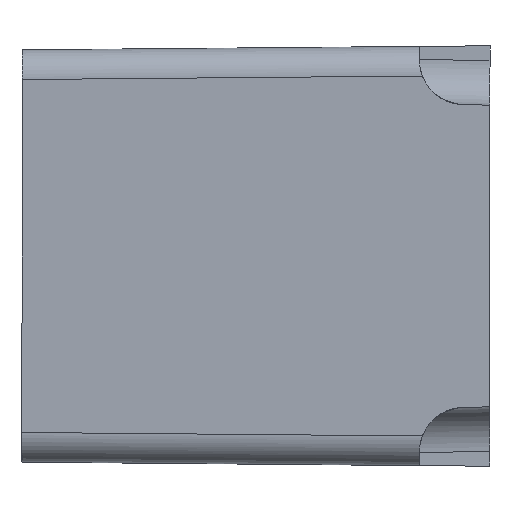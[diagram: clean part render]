
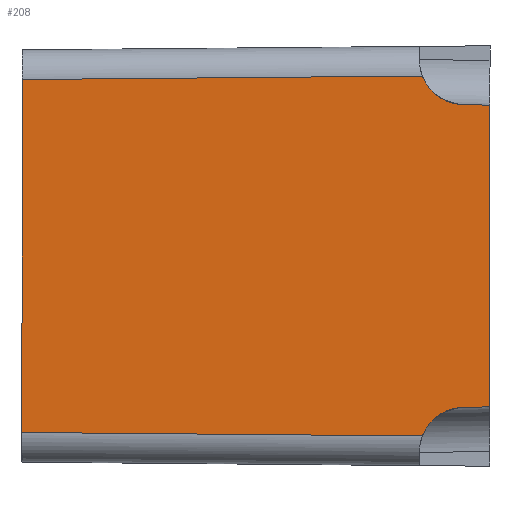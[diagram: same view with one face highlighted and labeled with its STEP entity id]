
A CAD part, left-side view. The second image highlights one B-rep face of the part: STEP entity #208.
In plain terms, the highlighted planar face has unit normal (-1, 0.018, 0).
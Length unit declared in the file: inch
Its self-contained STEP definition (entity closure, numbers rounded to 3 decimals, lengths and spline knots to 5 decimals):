
#92 = CARTESIAN_POINT ( 'NONE',  ( -0.25236, -0.06128, 0.06069 ) ) ;
#132 = EDGE_CURVE ( 'NONE', #654, #1325, #2562, .T. ) ;
#140 = DIRECTION ( 'NONE',  ( -0.017, -1., 0. ) ) ;
#184 = DIRECTION ( 'NONE',  ( -1., 0.017, 0. ) ) ;
#208 = ADVANCED_FACE ( 'NONE', ( #1867 ), #2013, .T. ) ;
#254 = DIRECTION ( 'NONE',  ( -0.017, -1., 0.009 ) ) ;
#287 = CARTESIAN_POINT ( 'NONE',  ( -0.25, 0.07373, -0.06951 ) ) ;
#312 = CARTESIAN_POINT ( 'NONE',  ( -0.25275, -0.0841, 0.05087 ) ) ;
#320 = EDGE_CURVE ( 'NONE', #2288, #654, #667, .T. ) ;
#366 = EDGE_CURVE ( 'NONE', #484, #2352, #709, .T. ) ;
#371 = VERTEX_POINT ( 'NONE', #1543 ) ;
#444 = CARTESIAN_POINT ( 'NONE',  ( -0.25275, -0.08405, 0.05087 ) ) ;
#446 = ORIENTED_EDGE ( 'NONE', *, *, #2482, .T. ) ;
#468 = CARTESIAN_POINT ( 'NONE',  ( -0.25275, -0.0841, -0.05087 ) ) ;
#484 = VERTEX_POINT ( 'NONE', #1862 ) ;
#494 = LINE ( 'NONE', #287, #2710 ) ;
#541 = VECTOR ( 'NONE', #578, 39.37008 ) ;
#563 = CARTESIAN_POINT ( 'NONE',  ( -0.2524, -0.06353, 0.05478 ) ) ;
#578 = DIRECTION ( 'NONE',  ( 0., 0., -1. ) ) ;
#603 = ORIENTED_EDGE ( 'NONE', *, *, #2321, .F. ) ;
#654 = VERTEX_POINT ( 'NONE', #92 ) ;
#667 = LINE ( 'NONE', #1506, #1143 ) ;
#709 = LINE ( 'NONE', #2207, #1719 ) ;
#721 = DIRECTION ( 'NONE',  ( -0.017, -1., -0.009 ) ) ;
#726 = ORIENTED_EDGE ( 'NONE', *, *, #366, .T. ) ;
#730 = EDGE_CURVE ( 'NONE', #2144, #2352, #2242, .T. ) ;
#774 = ORIENTED_EDGE ( 'NONE', *, *, #950, .F. ) ;
#950 = EDGE_CURVE ( 'NONE', #1325, #2144, #1947, .T. ) ;
#1140 = ORIENTED_EDGE ( 'NONE', *, *, #132, .F. ) ;
#1143 = VECTOR ( 'NONE', #254, 39.37008 ) ;
#1196 = CARTESIAN_POINT ( 'NONE',  ( -0.25249, -0.06871, -0.05115 ) ) ;
#1280 = VECTOR ( 'NONE', #721, 39.37008 ) ;
#1304 = CARTESIAN_POINT ( 'NONE',  ( -0.25, 0.07373, -0.05951 ) ) ;
#1324 = VECTOR ( 'NONE', #1524, 39.37008 ) ;
#1325 = VERTEX_POINT ( 'NONE', #1432 ) ;
#1432 = CARTESIAN_POINT ( 'NONE',  ( -0.2526, -0.07503, 0.05104 ) ) ;
#1506 = CARTESIAN_POINT ( 'NONE',  ( -0.25, 0.07364, 0.05952 ) ) ;
#1513 = CARTESIAN_POINT ( 'NONE',  ( -0.25, 0.07373, 0.05951 ) ) ;
#1524 = DIRECTION ( 'NONE',  ( -0.017, -1., -0.018 ) ) ;
#1543 = CARTESIAN_POINT ( 'NONE',  ( -0.25236, -0.06128, -0.06069 ) ) ;
#1628 = CARTESIAN_POINT ( 'NONE',  ( -0.25236, -0.06128, -0.06069 ) ) ;
#1641 = ORIENTED_EDGE ( 'NONE', *, *, #2394, .T. ) ;
#1688 = VERTEX_POINT ( 'NONE', #1304 ) ;
#1719 = VECTOR ( 'NONE', #2600, 39.37008 ) ;
#1809 = CARTESIAN_POINT ( 'NONE',  ( -0.25236, -0.06128, 0.06069 ) ) ;
#1862 = CARTESIAN_POINT ( 'NONE',  ( -0.2526, -0.07503, -0.05104 ) ) ;
#1867 = FACE_OUTER_BOUND ( 'NONE', #2613, .T. ) ;
#1947 = LINE ( 'NONE', #444, #1324 ) ;
#2013 = PLANE ( 'NONE',  #2255 ) ;
#2033 = CARTESIAN_POINT ( 'NONE',  ( -0.25275, -0.0841, -0.06951 ) ) ;
#2144 = VERTEX_POINT ( 'NONE', #312 ) ;
#2207 = CARTESIAN_POINT ( 'NONE',  ( -0.25275, -0.08405, -0.05087 ) ) ;
#2228 = ORIENTED_EDGE ( 'NONE', *, *, #730, .F. ) ;
#2231 = CARTESIAN_POINT ( 'NONE',  ( -0.2526, -0.07503, -0.05104 ) ) ;
#2240 = CARTESIAN_POINT ( 'NONE',  ( -0.2526, -0.07503, 0.05104 ) ) ;
#2242 = LINE ( 'NONE', #2033, #541 ) ;
#2255 = AXIS2_PLACEMENT_3D ( 'NONE', #2696, #184, #140 ) ;
#2288 = VERTEX_POINT ( 'NONE', #1513 ) ;
#2321 = EDGE_CURVE ( 'NONE', #1688, #2288, #494, .T. ) ;
#2352 = VERTEX_POINT ( 'NONE', #468 ) ;
#2379 =( BOUNDED_CURVE ( )  B_SPLINE_CURVE ( 3, ( #1628, #2655, #1196, #2231 ),
 .UNSPECIFIED., .F., .F. ) 
 B_SPLINE_CURVE_WITH_KNOTS ( ( 4, 4 ),
 ( 3.50557, 4.69459 ),
 .UNSPECIFIED. ) 
 CURVE ( )  GEOMETRIC_REPRESENTATION_ITEM ( )  RATIONAL_B_SPLINE_CURVE ( ( 1., 0.886, 0.886, 1. ) ) 
 REPRESENTATION_ITEM ( '' )  );
#2394 = EDGE_CURVE ( 'NONE', #1688, #371, #2609, .T. ) ;
#2413 = DIRECTION ( 'NONE',  ( 0., 0., 1. ) ) ;
#2467 = CARTESIAN_POINT ( 'NONE',  ( -0.25249, -0.06871, 0.05115 ) ) ;
#2482 = EDGE_CURVE ( 'NONE', #371, #484, #2379, .T. ) ;
#2562 =( BOUNDED_CURVE ( )  B_SPLINE_CURVE ( 3, ( #1809, #563, #2467, #2240 ),
 .UNSPECIFIED., .F., .F. ) 
 B_SPLINE_CURVE_WITH_KNOTS ( ( 4, 4 ),
 ( 3.50557, 4.69459 ),
 .UNSPECIFIED. ) 
 CURVE ( )  GEOMETRIC_REPRESENTATION_ITEM ( )  RATIONAL_B_SPLINE_CURVE ( ( 1., 0.886, 0.886, 1. ) ) 
 REPRESENTATION_ITEM ( '' )  );
#2594 = CARTESIAN_POINT ( 'NONE',  ( -0.25, 0.07364, -0.05952 ) ) ;
#2600 = DIRECTION ( 'NONE',  ( -0.017, -1., 0.018 ) ) ;
#2609 = LINE ( 'NONE', #2594, #1280 ) ;
#2613 = EDGE_LOOP ( 'NONE', ( #2228, #774, #1140, #2697, #603, #1641, #446, #726 ) ) ;
#2655 = CARTESIAN_POINT ( 'NONE',  ( -0.2524, -0.06353, -0.05478 ) ) ;
#2696 = CARTESIAN_POINT ( 'NONE',  ( -0.25, 0.07373, -0.06951 ) ) ;
#2697 = ORIENTED_EDGE ( 'NONE', *, *, #320, .F. ) ;
#2710 = VECTOR ( 'NONE', #2413, 39.37008 ) ;
